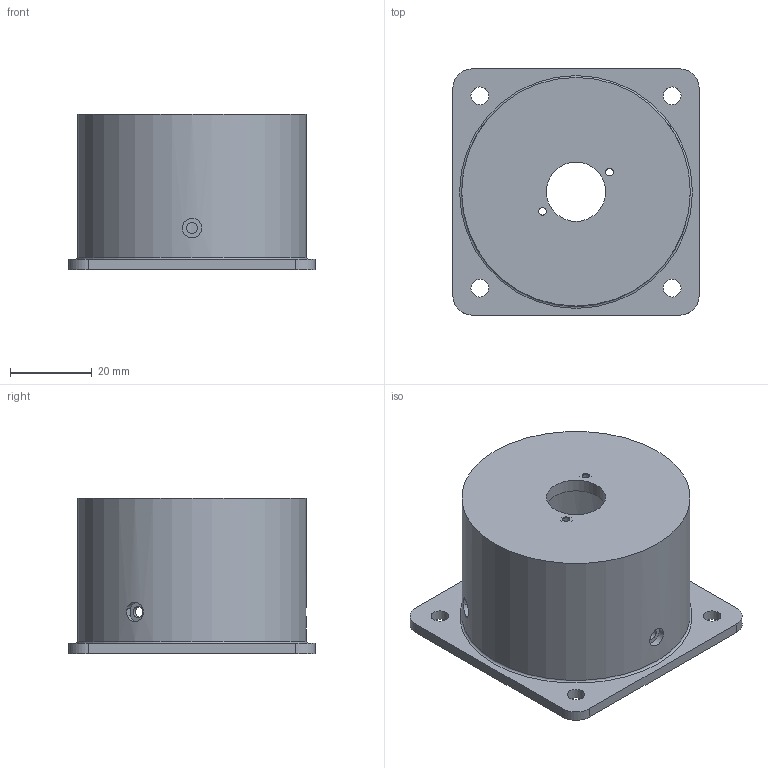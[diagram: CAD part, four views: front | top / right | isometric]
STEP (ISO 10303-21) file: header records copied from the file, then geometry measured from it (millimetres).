
FILE_DESCRIPTION(/* description */ (''),/* implementation_level */ '2;1');
FILE_NAME(/* name */ 'Cabin Pressure Indicator Case v6.step',/* time_stamp */ '2021-05-15T05:35:34+10:00',/* author */ (''),/* organization */ (''),/* preprocessor_version */ 'ST-DEVELOPER v18.1',/* originating_system */ 'Autodesk Translation Framework v10.6.0.1341',/* authorisation */ '');
FILE_SCHEMA (('AUTOMOTIVE_DESIGN { 1 0 10303 214 3 1 1 }'));
Length unit declared in the file: inch
Products named in the file (1): Cabin Pressure Indicator Case
Bounding box: 60.33 x 60.33 x 38.1 mm (x, y, z)
Volume: 25486.8 mm3; surface area: 19645.1 mm2
Topology: 1 solids, 1 shells, 57 faces, 140 edges, 92 vertices
Faces by surface type: plane 29, cylinder 25, cone 2, torus 1
Full cylindrical faces by diameter (mm): 1.854 x2, 2.705 x3, 4.318 x4, 4.762 x1, 14.54 x1, 50.673 x1, 56.007 x1
Entity records: 1957 total; most frequent: CARTESIAN_POINT 497, DIRECTION 307, ORIENTED_EDGE 280, EDGE_CURVE 140, AXIS2_PLACEMENT_3D 120, VERTEX_POINT 92, EDGE_LOOP 86, LINE 67
